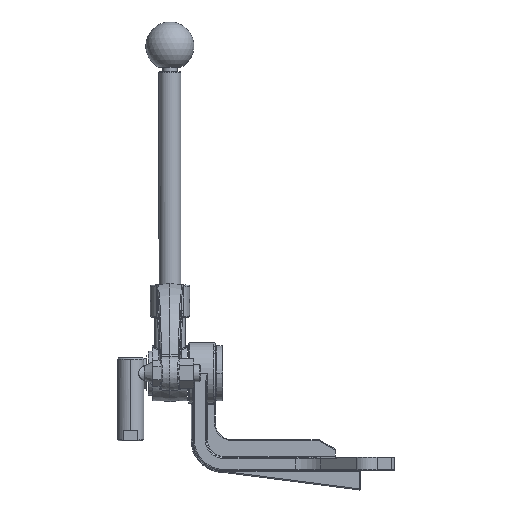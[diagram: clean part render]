
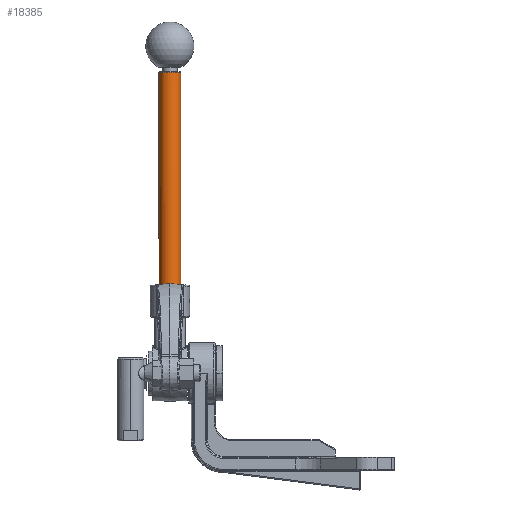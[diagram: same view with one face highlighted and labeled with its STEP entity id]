
A CAD part, left-side view. The second image highlights one B-rep face of the part: STEP entity #18385.
In plain terms, the highlighted cylindrical face has radius 7.938 mm (diameter 15.875 mm), a partial arc.
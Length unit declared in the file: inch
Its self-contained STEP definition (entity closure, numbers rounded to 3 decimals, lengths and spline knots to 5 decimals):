
#18134=CARTESIAN_POINT('',(-0.00108,6.49116,
8.6163));
#18135=DIRECTION('',(0.,0.,-1.));
#18136=DIRECTION('',(0.,-1.,0.));
#18137=AXIS2_PLACEMENT_3D('',#18134,#18135,#18136);
#18144=CARTESIAN_POINT('',(-0.06276,6.79616,
2.06324));
#18145=CARTESIAN_POINT('',(-0.06276,6.79616,
2.0699));
#18146=CARTESIAN_POINT('',(-0.06075,6.79659,
2.08255));
#18147=CARTESIAN_POINT('',(-0.05181,6.79827,
2.10041));
#18148=CARTESIAN_POINT('',(-0.03777,6.80037,
2.11454));
#18149=CARTESIAN_POINT('',(-0.01999,6.80205,
2.12362));
#18150=CARTESIAN_POINT('',(-0.00709,6.80249,
2.12575));
#18151=CARTESIAN_POINT('',(-0.00027,6.80249,
2.12575));
#18153=DIRECTION('',(0.,0.,-1.));
#18154=VECTOR('',#18153,6.4905);
#18155=CARTESIAN_POINT('',(-0.00108,6.80366,
8.61625));
#18156=LINE('',#18155,#18154);
#18157=DIRECTION('',(0.,0.,-1.));
#18158=VECTOR('',#18157,6.4905);
#18159=CARTESIAN_POINT('',(-0.00108,6.17866,
8.61636));
#18160=LINE('',#18159,#18158);
#18161=CARTESIAN_POINT('',(-0.00027,6.17749,
2.12586));
#18162=CARTESIAN_POINT('',(-0.00707,6.17749,
2.12586));
#18163=CARTESIAN_POINT('',(-0.01995,6.17792,
2.12374));
#18164=CARTESIAN_POINT('',(-0.03773,6.1796,
2.11469));
#18165=CARTESIAN_POINT('',(-0.05179,6.18169,
2.10056));
#18166=CARTESIAN_POINT('',(-0.06075,6.18337,
2.08268));
#18167=CARTESIAN_POINT('',(-0.06276,6.18379,
2.07001));
#18168=CARTESIAN_POINT('',(-0.06276,6.18379,
2.06335));
#18170=CARTESIAN_POINT('',(-0.06276,6.18379,
2.06335));
#18171=CARTESIAN_POINT('',(-0.06276,6.18379,
2.05723));
#18172=CARTESIAN_POINT('',(-0.06105,6.18343,
2.04552));
#18173=CARTESIAN_POINT('',(-0.05341,6.18197,
2.02882));
#18174=CARTESIAN_POINT('',(-0.0414,6.18008,
2.01516));
#18175=CARTESIAN_POINT('',(-0.02598,6.17838,
2.00546));
#18176=CARTESIAN_POINT('',(-0.01437,6.17772,
2.00215));
#18177=CARTESIAN_POINT('',(-0.00814,6.17756,
2.00136));
#18179=CARTESIAN_POINT('',(-0.00025,6.48997,
2.0013));
#18180=DIRECTION('',(0.,0.,-1.));
#18181=DIRECTION('',(-0.025,-1.,0.));
#18182=AXIS2_PLACEMENT_3D('',#18179,#18180,#18181);
#18184=CARTESIAN_POINT('',(-0.00814,6.80237,
2.00125));
#18185=CARTESIAN_POINT('',(-0.01439,6.80221,
2.00204));
#18186=CARTESIAN_POINT('',(-0.02604,6.80155,
2.00537));
#18187=CARTESIAN_POINT('',(-0.04144,6.79985,
2.01509));
#18188=CARTESIAN_POINT('',(-0.05344,6.79796,
2.02876));
#18189=CARTESIAN_POINT('',(-0.06105,6.79652,
2.04543));
#18190=CARTESIAN_POINT('',(-0.06276,6.79616,
2.05713));
#18191=CARTESIAN_POINT('',(-0.06276,6.79616,
2.06324));
#18200=CARTESIAN_POINT('',(-0.00027,6.17749,
2.12586));
#18202=CARTESIAN_POINT('',(-0.00027,6.80249,
2.12575));
#18264=CARTESIAN_POINT('',(-0.00108,6.17866,
8.61636));
#18265=CARTESIAN_POINT('',(-0.00108,6.80366,
8.61625));
#18266=VERTEX_POINT('',#18264);
#18267=VERTEX_POINT('',#18265);
#18272=VERTEX_POINT('',#18200);
#18275=VERTEX_POINT('',#18202);
#18276=VERTEX_POINT('',#18144);
#18277=VERTEX_POINT('',#18168);
#18282=CARTESIAN_POINT('',(-0.00814,6.17756,
2.00136));
#18283=CARTESIAN_POINT('',(-0.00814,6.80237,
2.00125));
#18284=VERTEX_POINT('',#18282);
#18285=VERTEX_POINT('',#18283);
#18363=CARTESIAN_POINT('',(-0.00012,6.48978,
0.9857));
#18364=DIRECTION('',(0.,0.,1.));
#18365=DIRECTION('',(0.,1.,0.));
#18366=AXIS2_PLACEMENT_3D('',#18363,#18364,#18365);
#18367=CYLINDRICAL_SURFACE('',#18366,0.3125);
#18369=ORIENTED_EDGE('',*,*,#18368,.T.);
#18371=ORIENTED_EDGE('',*,*,#18370,.F.);
#18372=ORIENTED_EDGE('',*,*,#18353,.F.);
#18374=ORIENTED_EDGE('',*,*,#18373,.T.);
#18376=ORIENTED_EDGE('',*,*,#18375,.T.);
#18378=ORIENTED_EDGE('',*,*,#18377,.T.);
#18380=ORIENTED_EDGE('',*,*,#18379,.T.);
#18382=ORIENTED_EDGE('',*,*,#18381,.T.);
#18383=EDGE_LOOP('',(#18369,#18371,#18372,#18374,#18376,#18378,#18380,#18382));
#18384=FACE_OUTER_BOUND('',#18383,.F.);
#18138=CIRCLE('',#18137,0.3125);
#18152=B_SPLINE_CURVE_WITH_KNOTS('',3,(#18144,#18145,#18146,#18147,#18148,
#18149,#18150,#18151),.UNSPECIFIED.,.F.,.F.,(4,1,1,1,1,4),(0.,0.2,0.4,
0.6,0.8,1.),.UNSPECIFIED.);
#18169=B_SPLINE_CURVE_WITH_KNOTS('',3,(#18161,#18162,#18163,#18164,#18165,
#18166,#18167,#18168),.UNSPECIFIED.,.F.,.F.,(4,1,1,1,1,4),(0.,0.2,0.4,
0.6,0.8,1.),.UNSPECIFIED.);
#18178=B_SPLINE_CURVE_WITH_KNOTS('',3,(#18170,#18171,#18172,#18173,#18174,
#18175,#18176,#18177),.UNSPECIFIED.,.F.,.F.,(4,1,1,1,1,4),(0.,0.2,0.4,
0.6,0.8,1.),.UNSPECIFIED.);
#18183=CIRCLE('',#18182,0.3125);
#18192=B_SPLINE_CURVE_WITH_KNOTS('',3,(#18184,#18185,#18186,#18187,#18188,
#18189,#18190,#18191),.UNSPECIFIED.,.F.,.F.,(4,1,1,1,1,4),(0.,0.2,0.4,
0.6,0.8,1.),.UNSPECIFIED.);
#18353=EDGE_CURVE('',#18266,#18267,#18138,.T.);
#18368=EDGE_CURVE('',#18276,#18275,#18152,.T.);
#18370=EDGE_CURVE('',#18267,#18275,#18156,.T.);
#18373=EDGE_CURVE('',#18266,#18272,#18160,.T.);
#18375=EDGE_CURVE('',#18272,#18277,#18169,.T.);
#18377=EDGE_CURVE('',#18277,#18284,#18178,.T.);
#18379=EDGE_CURVE('',#18284,#18285,#18183,.T.);
#18381=EDGE_CURVE('',#18285,#18276,#18192,.T.);
#18385=ADVANCED_FACE('',(#18384),#18367,.T.);
